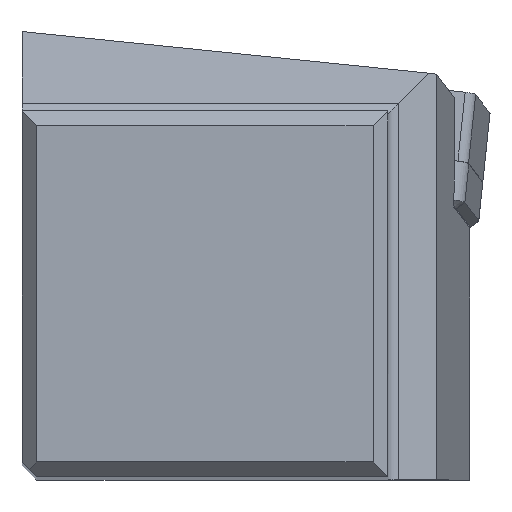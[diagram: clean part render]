
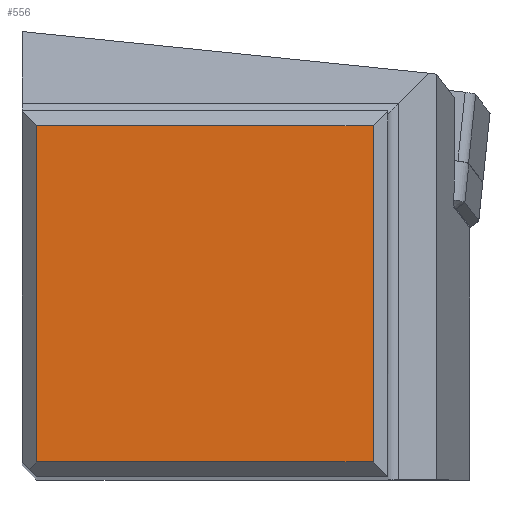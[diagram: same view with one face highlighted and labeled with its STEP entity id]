
A CAD part, top view. The second image highlights one B-rep face of the part: STEP entity #556.
In plain terms, the highlighted planar face has unit normal (0, 0, 1).
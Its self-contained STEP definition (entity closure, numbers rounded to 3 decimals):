
#370=FACE_OUTER_BOUND('',#869,.T.);
#556=ADVANCED_FACE('',(#370),#662,.T.);
#662=PLANE('',#3843);
#869=EDGE_LOOP('',(#1766,#1767,#1768,#1769));
#1766=ORIENTED_EDGE('',*,*,#2659,.T.);
#1767=ORIENTED_EDGE('',*,*,#2667,.T.);
#1768=ORIENTED_EDGE('',*,*,#2665,.T.);
#1769=ORIENTED_EDGE('',*,*,#2661,.T.);
#2186=VERTEX_POINT('',#6976);
#2187=VERTEX_POINT('',#6978);
#2188=VERTEX_POINT('',#6982);
#2190=VERTEX_POINT('',#6990);
#2659=EDGE_CURVE('',#2187,#2186,#3150,.T.);
#2661=EDGE_CURVE('',#2188,#2187,#3152,.T.);
#2665=EDGE_CURVE('',#2190,#2188,#3156,.T.);
#2667=EDGE_CURVE('',#2186,#2190,#3158,.T.);
#3150=LINE('',#6977,#3414);
#3152=LINE('',#6981,#3416);
#3156=LINE('',#6989,#3420);
#3158=LINE('',#6993,#3422);
#3414=VECTOR('',#4758,1.);
#3416=VECTOR('',#4762,1.);
#3420=VECTOR('',#4770,1.);
#3422=VECTOR('',#4774,1.);
#3843=AXIS2_PLACEMENT_3D('',#6995,#4777,#4778);
#4758=DIRECTION('',(0.,1.,0.));
#4762=DIRECTION('',(1.,0.,0.));
#4770=DIRECTION('',(0.,-1.,0.));
#4774=DIRECTION('',(-1.,0.,0.));
#4777=DIRECTION('',(0.,0.,1.));
#4778=DIRECTION('',(1.,0.,0.));
#6976=CARTESIAN_POINT('',(24.,24.,0.));
#6977=CARTESIAN_POINT('',(24.,1.,0.));
#6978=CARTESIAN_POINT('',(24.,1.,0.));
#6981=CARTESIAN_POINT('',(1.,1.,0.));
#6982=CARTESIAN_POINT('',(1.,1.,0.));
#6989=CARTESIAN_POINT('',(1.,24.,0.));
#6990=CARTESIAN_POINT('',(1.,24.,0.));
#6993=CARTESIAN_POINT('',(24.,24.,0.));
#6995=CARTESIAN_POINT('',(12.5,12.5,0.));
